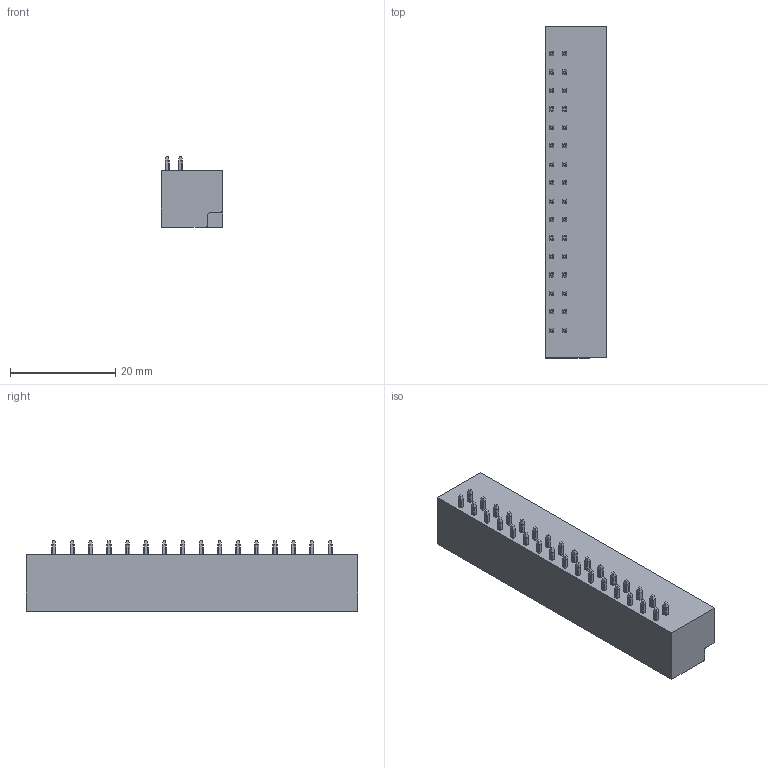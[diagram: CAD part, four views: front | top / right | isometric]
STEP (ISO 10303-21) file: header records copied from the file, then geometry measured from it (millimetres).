
FILE_DESCRIPTION((''),'2;1');
FILE_NAME('1111','2024-11-16T08:11:10',('tluser'),(''),'CREO PARAMETRIC BY PTC INC, 2018100','CREO PARAMETRIC BY PTC INC, 2018100','');
FILE_SCHEMA(('CONFIG_CONTROL_DESIGN'));
Length unit declared in the file: millimetre
Products named in the file (1): 1111
Bounding box: 11.6 x 63 x 13.4 mm (x, y, z)
Volume: 5648.8 mm3; surface area: 5545.7 mm2
Topology: 1 solids, 1 shells, 1411 faces, 4020 edges, 2680 vertices
Faces by surface type: plane 913, cylinder 386, extrusion 112
Entity records: 47202 total; most frequent: CARTESIAN_POINT 11057, ORIENTED_EDGE 8040, DIRECTION 6670, EDGE_CURVE 4020, VECTOR 2880, LINE 2768, VERTEX_POINT 2680, AXIS2_PLACEMENT_3D 1895
